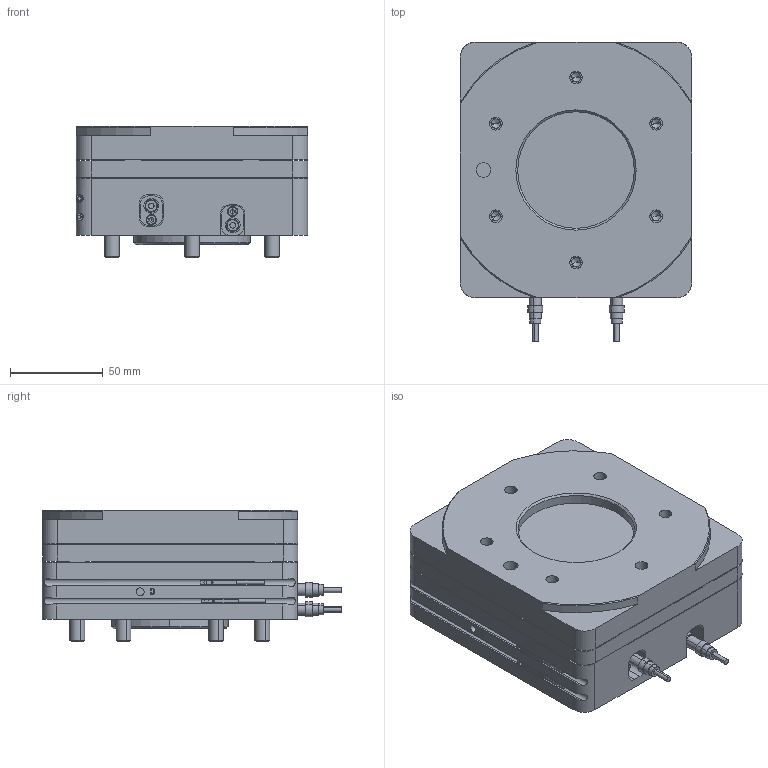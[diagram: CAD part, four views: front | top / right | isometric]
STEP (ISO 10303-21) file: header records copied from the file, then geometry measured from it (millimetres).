
FILE_DESCRIPTION (( 'STEP AP203' ), '1' );
FILE_NAME ('F8-100-XY.STEP', '2026-04-13T02:02:36', ( 'USER-' ), ( 'Microsoft' ), 'SwSTEP 2.0', 'SolidWorks 2018', '' );
FILE_SCHEMA (( 'CONFIG_CONTROL_DESIGN' ));
Length unit declared in the file: millimetre
Products named in the file (12): hexagon socket head cap screws gb(GB_FASTENER_SCREWS_HSHCS M2.5X5-N); 32x12-R6（红）; F14-125-15 棠羲薊え; M8x1-48棠俶換覜ん; F8-100-10 菁猾裔; F8-100-03 奻脯輸; F8-100-02 笢痄雄啣; 棠羲換覜ん; F8-100-01 翋釱极; hexagon socket head cap screws gb(GB_FASTENER_SCREWS_HSHCS M3X8-N); socket head thin cap screw_din(DIN 7984 - M8 x 35 --- 22N); F8-100-XY
Assembly tree (29 placements, depth 2):
  F8-100-XY
    F8-100-01 翋釱极
    F8-100-02 笢痄雄啣
    F8-100-03 奻脯輸
    F8-100-10 菁猾裔
    hexagon socket head cap screws gb(GB_FASTENER_SCREWS_HSHCS M3X8-N)  x2
    M8x1-48棠俶換覜ん  x2
    F14-125-15 棠羲薊え  x4
    socket head thin cap screw_din(DIN 7984 - M8 x 35 --- 22N)  x6
    hexagon socket head cap screws gb(GB_FASTENER_SCREWS_HSHCS M2.5X5-N)  x8
    32x12-R6（红）
    棠羲換覜ん  x2
Bounding box: 125 x 162 x 71 mm (x, y, z)
Volume: 970175 mm3; surface area: 170295.4 mm2
Topology: 29 solids, 29 shells, 1302 faces, 3283 edges, 2097 vertices
Faces by surface type: plane 669, cylinder 323, bspline 170, cone 96, torus 44
Entity records: 35669 total; most frequent: CARTESIAN_POINT 12429, ORIENTED_EDGE 4684, DIRECTION 4023, EDGE_CURVE 2342, VERTEX_POINT 1542, LINE 1439, VECTOR 1439, AXIS2_PLACEMENT_3D 1292
